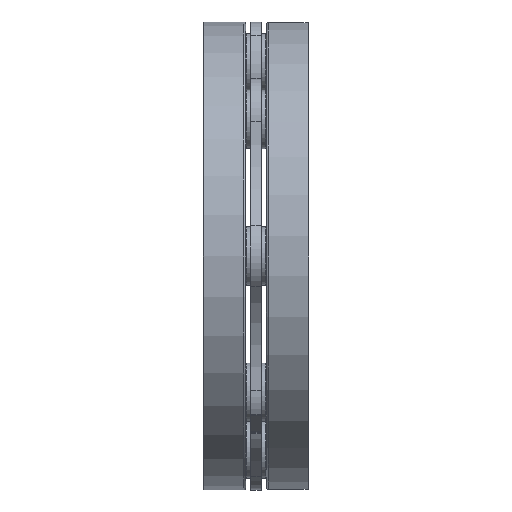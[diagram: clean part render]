
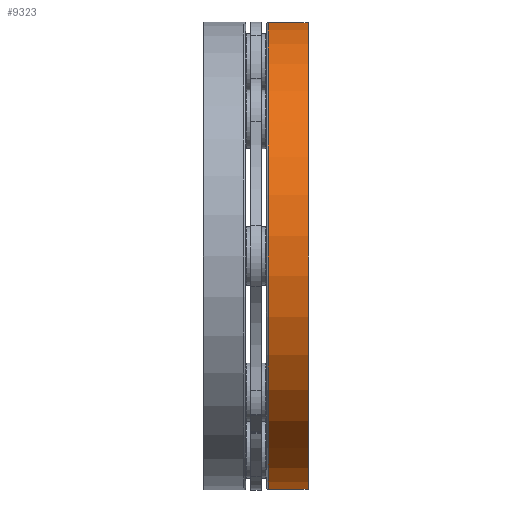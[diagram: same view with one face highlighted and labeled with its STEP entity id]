
A CAD part, front view. The second image highlights one B-rep face of the part: STEP entity #9323.
In plain terms, the highlighted cylindrical face has radius 100 mm (diameter 200 mm), a full revolution.
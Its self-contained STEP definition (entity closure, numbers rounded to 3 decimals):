
#421=CYLINDRICAL_SURFACE('',#9868,100.);
#814=ORIENTED_EDGE('',*,*,#2250,.T.);
#815=ORIENTED_EDGE('',*,*,#2274,.T.);
#2250=EDGE_CURVE('',#4395,#4395,#2992,.F.);
#2274=EDGE_CURVE('',#4419,#4419,#3016,.T.);
#2992=CIRCLE('',#9823,100.);
#3016=CIRCLE('',#9869,100.);
#3568=EDGE_LOOP('',(#814));
#3569=EDGE_LOOP('',(#815));
#4395=VERTEX_POINT('',#13036);
#4419=VERTEX_POINT('',#13106);
#5037=FACE_BOUND('',#3568,.T.);
#5038=FACE_BOUND('',#3569,.T.);
#9323=ADVANCED_FACE('',(#5037,#5038),#421,.T.);
#9823=AXIS2_PLACEMENT_3D('',#13035,#10895,#10896);
#9868=AXIS2_PLACEMENT_3D('',#13104,#10985,#10986);
#9869=AXIS2_PLACEMENT_3D('',#13105,#10987,#10988);
#10895=DIRECTION('',(1.,0.,0.));
#10896=DIRECTION('',(0.,0.707,0.707));
#10985=DIRECTION('',(1.,0.,0.));
#10986=DIRECTION('',(0.,0.707,0.707));
#10987=DIRECTION('',(1.,0.,0.));
#10988=DIRECTION('',(0.,0.707,0.707));
#13035=CARTESIAN_POINT('',(15.416,0.,0.));
#13036=CARTESIAN_POINT('',(15.416,70.711,70.711));
#13104=CARTESIAN_POINT('',(-2.384,0.,0.));
#13105=CARTESIAN_POINT('',(-1.584,0.,0.));
#13106=CARTESIAN_POINT('',(-1.584,70.711,70.711));
